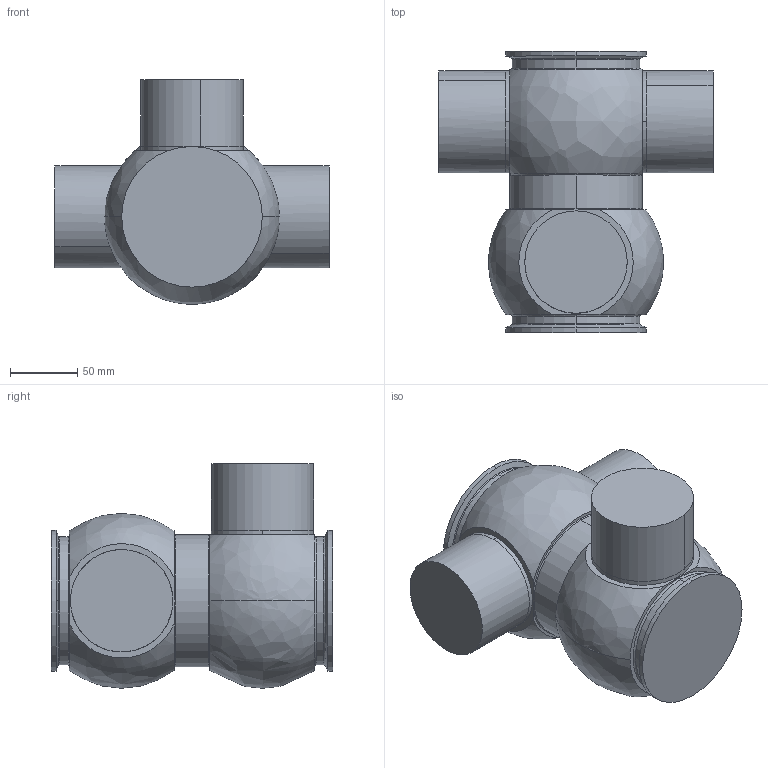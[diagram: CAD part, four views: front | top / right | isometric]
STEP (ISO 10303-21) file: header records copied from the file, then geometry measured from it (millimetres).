
FILE_DESCRIPTION (( 'STEP AP214' ), '1' );
FILE_NAME ('129961.STEP', '2018-05-09T20:16:59', ( '' ), ( '' ), 'SwSTEP 2.0', 'SolidWorks 2014', '' );
FILE_SCHEMA (( 'AUTOMOTIVE_DESIGN' ));
Length unit declared in the file: inch
Products named in the file (1): 129961
Bounding box: 203.96 x 209.55 x 167.06 mm (x, y, z)
Volume: 2816802.8 mm3; surface area: 138875.1 mm2
Topology: 1 solids, 1 shells, 57 faces, 138 edges, 84 vertices
Faces by surface type: cylinder 22, bspline 18, plane 13, cone 4
Entity records: 3557 total; most frequent: CARTESIAN_POINT 2267, ORIENTED_EDGE 268, DIRECTION 259, EDGE_CURVE 134, AXIS2_PLACEMENT_3D 112, VERTEX_POINT 84, CIRCLE 72, EDGE_LOOP 62
